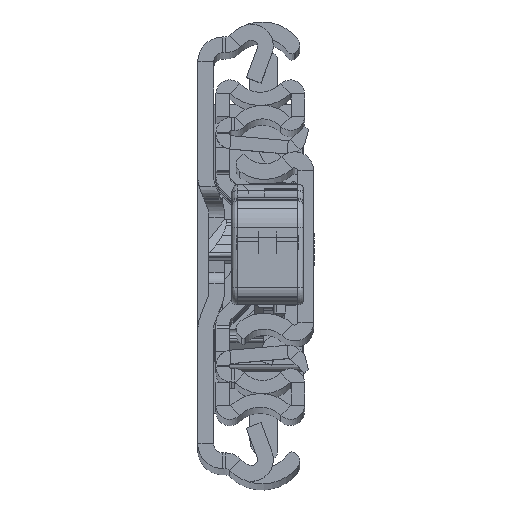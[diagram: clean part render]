
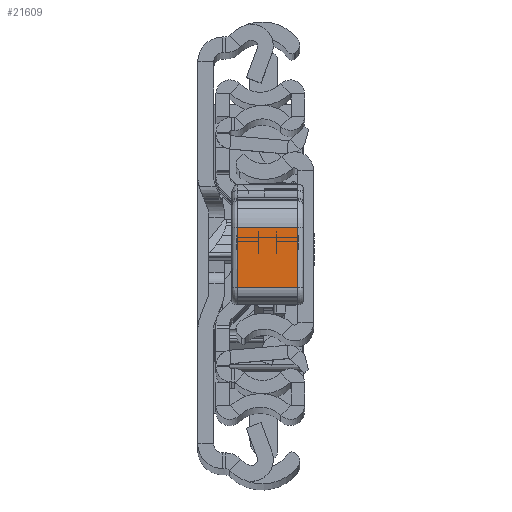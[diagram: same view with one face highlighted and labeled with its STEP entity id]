
A CAD part, top view. The second image highlights one B-rep face of the part: STEP entity #21609.
In plain terms, the highlighted face is planar.
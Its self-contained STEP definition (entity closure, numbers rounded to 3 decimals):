
#455 = ORIENTED_EDGE ( 'NONE', *, *, #21295, .T. ) ;
#845 = CARTESIAN_POINT ( 'NONE',  ( 39.818, -2.465, 11. ) ) ;
#1010 = CARTESIAN_POINT ( 'NONE',  ( 39.55, -12.274, 10. ) ) ;
#1557 = AXIS2_PLACEMENT_3D ( 'NONE', #30016, #14917, #17113 ) ;
#2844 = CARTESIAN_POINT ( 'NONE',  ( 39.55, -12.274, 11. ) ) ;
#3036 = VERTEX_POINT ( 'NONE', #22943 ) ;
#6158 = LINE ( 'NONE', #845, #30383 ) ;
#7862 = DIRECTION ( 'NONE',  ( 0.027, 1., 0. ) ) ;
#8006 = DIRECTION ( 'NONE',  ( 0., 0., -1. ) ) ;
#8652 = VECTOR ( 'NONE', #8006, 1000. ) ;
#9011 = ORIENTED_EDGE ( 'NONE', *, *, #16675, .T. ) ;
#9448 = FACE_OUTER_BOUND ( 'NONE', #29471, .T. ) ;
#10098 = PLANE ( 'NONE',  #1557 ) ;
#10733 = VERTEX_POINT ( 'NONE', #21937 ) ;
#12332 = ORIENTED_EDGE ( 'NONE', *, *, #29828, .T. ) ;
#14917 = DIRECTION ( 'NONE',  ( -1., 0.027, 0. ) ) ;
#15694 = CARTESIAN_POINT ( 'NONE',  ( 39.818, -2.465, 0. ) ) ;
#16675 = EDGE_CURVE ( 'NONE', #25113, #10733, #6158, .T. ) ;
#17113 = DIRECTION ( 'NONE',  ( -0.027, -1., 0. ) ) ;
#19507 = LINE ( 'NONE', #24641, #25717 ) ;
#20604 = DIRECTION ( 'NONE',  ( 0., 0., 1. ) ) ;
#21295 = EDGE_CURVE ( 'NONE', #10733, #28391, #19507, .T. ) ;
#21609 = ADVANCED_FACE ( 'NONE', ( #9448 ), #10098, .F. ) ;
#21937 = CARTESIAN_POINT ( 'NONE',  ( 39.818, -2.465, 10. ) ) ;
#22286 = EDGE_CURVE ( 'NONE', #3036, #25113, #30787, .T. ) ;
#22943 = CARTESIAN_POINT ( 'NONE',  ( 39.55, -12.274, 0. ) ) ;
#24641 = CARTESIAN_POINT ( 'NONE',  ( 39.55, -12.274, 10. ) ) ;
#25113 = VERTEX_POINT ( 'NONE', #15694 ) ;
#25717 = VECTOR ( 'NONE', #26809, 1000. ) ;
#25941 = LINE ( 'NONE', #2844, #8652 ) ;
#26809 = DIRECTION ( 'NONE',  ( -0.027, -1., 0. ) ) ;
#28391 = VERTEX_POINT ( 'NONE', #1010 ) ;
#29178 = VECTOR ( 'NONE', #7862, 1000. ) ;
#29471 = EDGE_LOOP ( 'NONE', ( #12332, #30019, #9011, #455 ) ) ;
#29828 = EDGE_CURVE ( 'NONE', #28391, #3036, #25941, .T. ) ;
#30016 = CARTESIAN_POINT ( 'NONE',  ( 39.55, -12.274, 11. ) ) ;
#30019 = ORIENTED_EDGE ( 'NONE', *, *, #22286, .T. ) ;
#30383 = VECTOR ( 'NONE', #20604, 1000. ) ;
#30787 = LINE ( 'NONE', #32809, #29178 ) ;
#32809 = CARTESIAN_POINT ( 'NONE',  ( 39.55, -12.274, 0. ) ) ;
